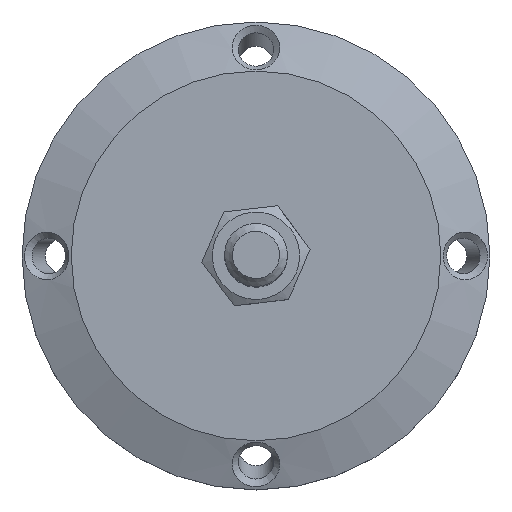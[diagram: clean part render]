
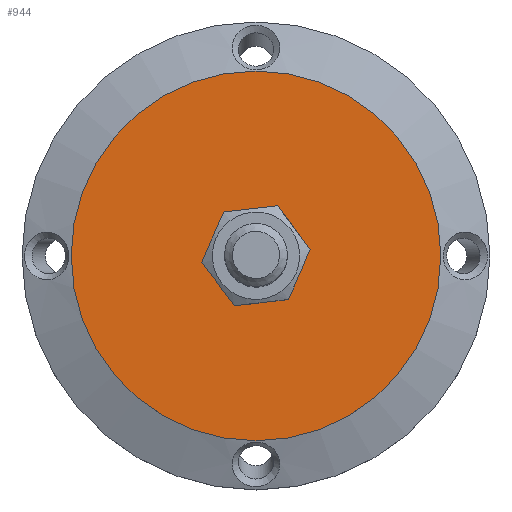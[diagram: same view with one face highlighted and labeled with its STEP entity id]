
A CAD part, top view. The second image highlights one B-rep face of the part: STEP entity #944.
In plain terms, the highlighted planar face has unit normal (0, 0, 1).
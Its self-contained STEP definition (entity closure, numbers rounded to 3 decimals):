
#130=PLANE('',#1024);
#158=CIRCLE('',#1021,10.5);
#160=CIRCLE('',#1025,47.);
#236=FACE_BOUND('',#380,.T.);
#296=FACE_OUTER_BOUND('',#379,.T.);
#379=EDGE_LOOP('',(#727));
#380=EDGE_LOOP('',(#728));
#492=VERTEX_POINT('',#1905);
#494=VERTEX_POINT('',#1911);
#588=EDGE_CURVE('',#492,#492,#158,.T.);
#590=EDGE_CURVE('',#494,#494,#160,.T.);
#727=ORIENTED_EDGE('',*,*,#590,.F.);
#728=ORIENTED_EDGE('',*,*,#588,.F.);
#944=ADVANCED_FACE('',(#296,#236),#130,.T.);
#1021=AXIS2_PLACEMENT_3D('',#1906,#1159,#1160);
#1024=AXIS2_PLACEMENT_3D('',#1910,#1165,#1166);
#1025=AXIS2_PLACEMENT_3D('',#1912,#1167,#1168);
#1159=DIRECTION('center_axis',(0.,0.,1.));
#1160=DIRECTION('ref_axis',(0.,-1.,0.));
#1165=DIRECTION('center_axis',(0.,0.,1.));
#1166=DIRECTION('ref_axis',(1.,0.,0.));
#1167=DIRECTION('center_axis',(0.,0.,-1.));
#1168=DIRECTION('ref_axis',(0.,1.,0.));
#1905=CARTESIAN_POINT('',(0.,10.5,17.));
#1906=CARTESIAN_POINT('Origin',(0.,0.,17.));
#1910=CARTESIAN_POINT('Origin',(0.,28.5,17.));
#1911=CARTESIAN_POINT('',(0.,47.,17.));
#1912=CARTESIAN_POINT('Origin',(0.,0.,17.));
